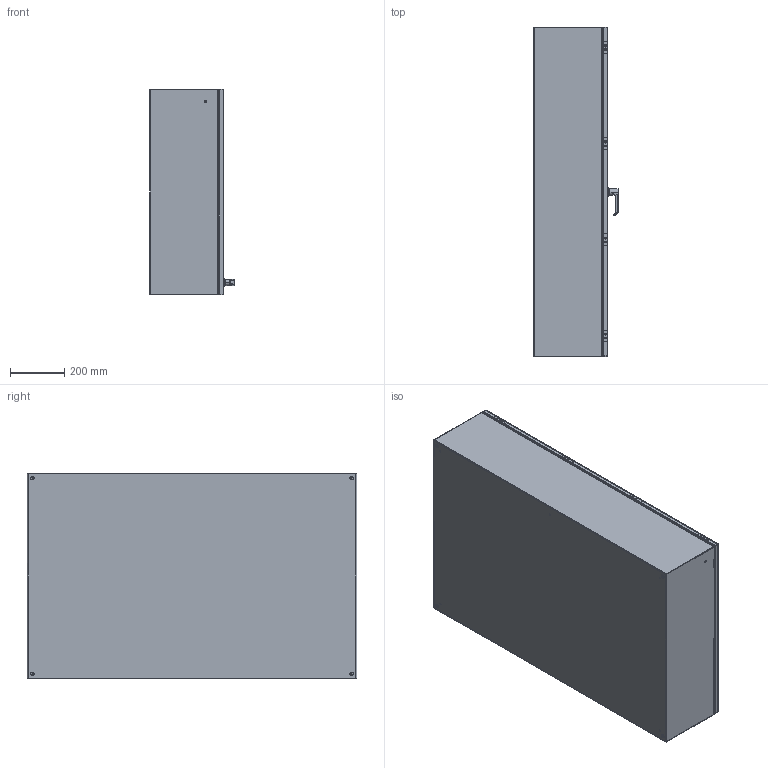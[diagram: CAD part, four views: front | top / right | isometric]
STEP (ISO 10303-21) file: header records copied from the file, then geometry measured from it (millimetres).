
FILE_DESCRIPTION (( 'STEP AP214' ), '1' );
FILE_NAME ('EN4SD483010LG.STEP', '2019-10-10T12:10:41', ( '' ), ( '' ), 'SwSTEP 2.0', 'SolidWorks 2018', '' );
FILE_SCHEMA (( 'AUTOMOTIVE_DESIGN' ));
Length unit declared in the file: inch
Products named in the file (1): EN4SD483010LG
Bounding box: 314.12 x 1219.2 x 762 mm (x, y, z)
Volume: 6100571.6 mm3; surface area: 6666847.4 mm2
Topology: 52 solids, 53 shells, 1441 faces, 3377 edges, 2095 vertices
Faces by surface type: plane 628, cylinder 532, bspline 188, torus 48, cone 45
Entity records: 97424 total; most frequent: CARTESIAN_POINT 46341, ORIENTED_EDGE 6700, DIRECTION 6313, EDGE_CURVE 3350, AXIS2_PLACEMENT_3D 2280, VERTEX_POINT 2095, VECTOR 1753, LINE 1753
